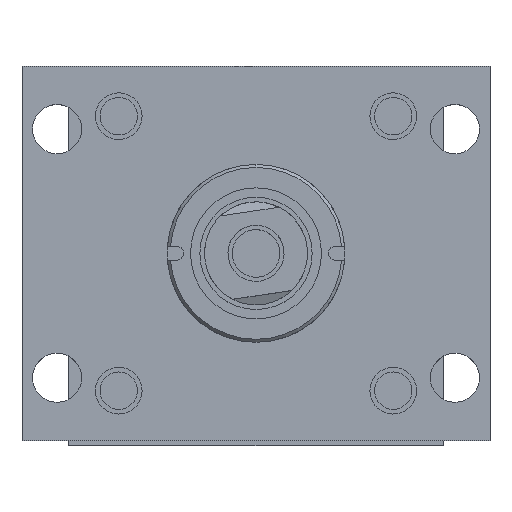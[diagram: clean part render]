
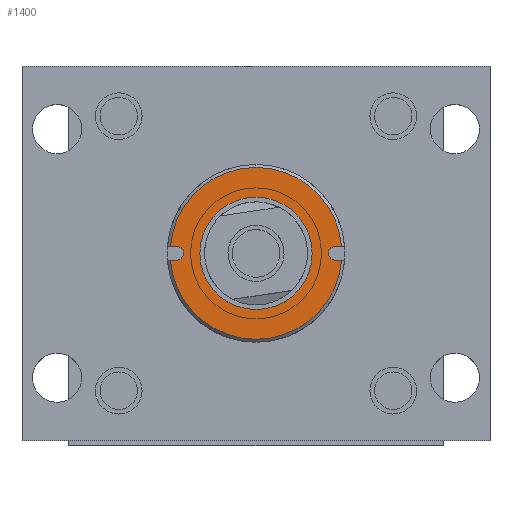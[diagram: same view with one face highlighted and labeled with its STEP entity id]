
A CAD part, top view. The second image highlights one B-rep face of the part: STEP entity #1400.
In plain terms, the highlighted face is planar.
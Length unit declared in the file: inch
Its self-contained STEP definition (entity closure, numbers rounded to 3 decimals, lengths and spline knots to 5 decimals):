
#178 = DIRECTION ( 'NONE',  ( -1., 0., 0. ) ) ;
#213 = DIRECTION ( 'NONE',  ( 0., 1., 0. ) ) ;
#232 = EDGE_CURVE ( 'NONE', #4993, #916, #2379, .T. ) ;
#604 = AXIS2_PLACEMENT_3D ( 'NONE', #2874, #2145, #9331 ) ;
#690 = VECTOR ( 'NONE', #8425, 39.37008 ) ;
#757 = AXIS2_PLACEMENT_3D ( 'NONE', #2566, #6448, #2898 ) ;
#906 = EDGE_CURVE ( 'NONE', #9237, #8317, #1236, .T. ) ;
#908 = CARTESIAN_POINT ( 'NONE',  ( 9.17484, 16.3823, 0.75 ) ) ;
#916 = VERTEX_POINT ( 'NONE', #4221 ) ;
#955 = EDGE_CURVE ( 'NONE', #8378, #4975, #2256, .T. ) ;
#1087 = LINE ( 'NONE', #8103, #5469 ) ;
#1090 = ORIENTED_EDGE ( 'NONE', *, *, #955, .F. ) ;
#1236 = CIRCLE ( 'NONE', #757, 1.1475 ) ;
#1255 = DIRECTION ( 'NONE',  ( -1., 0., 0. ) ) ;
#1400 = ADVANCED_FACE ( 'NONE', ( #3139, #4711 ), #3210, .F. ) ;
#1644 = CARTESIAN_POINT ( 'NONE',  ( 9.17484, 15.3203, 0.094 ) ) ;
#1947 = CARTESIAN_POINT ( 'NONE',  ( 9.17484, 17.4443, 0.094 ) ) ;
#2007 = LINE ( 'NONE', #8087, #7068 ) ;
#2073 = VERTEX_POINT ( 'NONE', #7441 ) ;
#2075 = AXIS2_PLACEMENT_3D ( 'NONE', #2902, #178, #3786 ) ;
#2145 = DIRECTION ( 'NONE',  ( 1., 0., 0. ) ) ;
#2248 = VERTEX_POINT ( 'NONE', #1947 ) ;
#2256 = LINE ( 'NONE', #9285, #690 ) ;
#2303 = DIRECTION ( 'NONE',  ( -1., 0., 0. ) ) ;
#2379 = CIRCLE ( 'NONE', #2075, 0.75 ) ;
#2566 = CARTESIAN_POINT ( 'NONE',  ( 9.17484, 16.3823, 0. ) ) ;
#2574 = ORIENTED_EDGE ( 'NONE', *, *, #3187, .T. ) ;
#2582 = EDGE_CURVE ( 'NONE', #8378, #7210, #2956, .T. ) ;
#2774 = AXIS2_PLACEMENT_3D ( 'NONE', #5353, #4573, #5390 ) ;
#2874 = CARTESIAN_POINT ( 'NONE',  ( 9.17484, 15.3203, 0. ) ) ;
#2898 = DIRECTION ( 'NONE',  ( 0., 0., 1. ) ) ;
#2902 = CARTESIAN_POINT ( 'NONE',  ( 9.17484, 16.3823, 0. ) ) ;
#2956 = CIRCLE ( 'NONE', #6295, 1.1475 ) ;
#3039 = ORIENTED_EDGE ( 'NONE', *, *, #4178, .F. ) ;
#3053 = CIRCLE ( 'NONE', #604, 0.094 ) ;
#3139 = FACE_BOUND ( 'NONE', #7444, .T. ) ;
#3179 = CARTESIAN_POINT ( 'NONE',  ( 9.17484, 17.52594, 0.094 ) ) ;
#3187 = EDGE_CURVE ( 'NONE', #3735, #9237, #5825, .T. ) ;
#3210 = PLANE ( 'NONE',  #2774 ) ;
#3308 = EDGE_CURVE ( 'NONE', #7210, #2248, #8112, .T. ) ;
#3371 = VECTOR ( 'NONE', #5637, 39.37008 ) ;
#3691 = CIRCLE ( 'NONE', #5867, 0.75 ) ;
#3735 = VERTEX_POINT ( 'NONE', #6945 ) ;
#3786 = DIRECTION ( 'NONE',  ( 0., 0., 1. ) ) ;
#3791 = DIRECTION ( 'NONE',  ( 0., 0., 1. ) ) ;
#3794 = ORIENTED_EDGE ( 'NONE', *, *, #906, .T. ) ;
#4178 = EDGE_CURVE ( 'NONE', #916, #4993, #3691, .T. ) ;
#4201 = CARTESIAN_POINT ( 'NONE',  ( 9.17484, 17.5298, 0.094 ) ) ;
#4221 = CARTESIAN_POINT ( 'NONE',  ( 9.17484, 16.3823, -0.75 ) ) ;
#4233 = EDGE_CURVE ( 'NONE', #8317, #7055, #2007, .T. ) ;
#4517 = ORIENTED_EDGE ( 'NONE', *, *, #8216, .T. ) ;
#4573 = DIRECTION ( 'NONE',  ( 1., 0., 0. ) ) ;
#4711 = FACE_OUTER_BOUND ( 'NONE', #9291, .T. ) ;
#4889 = DIRECTION ( 'NONE',  ( 0., 0., 1. ) ) ;
#4900 = CARTESIAN_POINT ( 'NONE',  ( 9.17484, 16.3823, 0. ) ) ;
#4975 = VERTEX_POINT ( 'NONE', #1644 ) ;
#4993 = VERTEX_POINT ( 'NONE', #908 ) ;
#5353 = CARTESIAN_POINT ( 'NONE',  ( 9.17484, 17.5298, 0. ) ) ;
#5390 = DIRECTION ( 'NONE',  ( 0., 0., -1. ) ) ;
#5469 = VECTOR ( 'NONE', #8233, 39.37008 ) ;
#5573 = DIRECTION ( 'NONE',  ( 0., 0., 1. ) ) ;
#5637 = DIRECTION ( 'NONE',  ( 0., -1., 0. ) ) ;
#5655 = EDGE_CURVE ( 'NONE', #3735, #2073, #1087, .T. ) ;
#5825 = CIRCLE ( 'NONE', #8859, 1.1475 ) ;
#5867 = AXIS2_PLACEMENT_3D ( 'NONE', #8158, #2303, #3791 ) ;
#6295 = AXIS2_PLACEMENT_3D ( 'NONE', #4900, #1255, #5573 ) ;
#6379 = ORIENTED_EDGE ( 'NONE', *, *, #5655, .F. ) ;
#6381 = EDGE_CURVE ( 'NONE', #7055, #4975, #3053, .T. ) ;
#6448 = DIRECTION ( 'NONE',  ( -1., 0., 0. ) ) ;
#6493 = CARTESIAN_POINT ( 'NONE',  ( 9.17484, 17.4443, 0. ) ) ;
#6659 = ORIENTED_EDGE ( 'NONE', *, *, #4233, .T. ) ;
#6844 = ORIENTED_EDGE ( 'NONE', *, *, #232, .F. ) ;
#6945 = CARTESIAN_POINT ( 'NONE',  ( 9.17484, 17.52594, -0.094 ) ) ;
#7055 = VERTEX_POINT ( 'NONE', #8039 ) ;
#7068 = VECTOR ( 'NONE', #213, 39.37008 ) ;
#7210 = VERTEX_POINT ( 'NONE', #3179 ) ;
#7435 = CARTESIAN_POINT ( 'NONE',  ( 9.17484, 15.23865, 0.094 ) ) ;
#7441 = CARTESIAN_POINT ( 'NONE',  ( 9.17484, 17.4443, -0.094 ) ) ;
#7444 = EDGE_LOOP ( 'NONE', ( #6844, #3039 ) ) ;
#7647 = CIRCLE ( 'NONE', #8718, 0.094 ) ;
#7714 = CARTESIAN_POINT ( 'NONE',  ( 9.17484, 16.3823, -1.1475 ) ) ;
#8020 = CARTESIAN_POINT ( 'NONE',  ( 9.17484, 15.23865, -0.094 ) ) ;
#8031 = ORIENTED_EDGE ( 'NONE', *, *, #6381, .T. ) ;
#8039 = CARTESIAN_POINT ( 'NONE',  ( 9.17484, 15.3203, -0.094 ) ) ;
#8047 = DIRECTION ( 'NONE',  ( 0., 0., -1. ) ) ;
#8087 = CARTESIAN_POINT ( 'NONE',  ( 9.17484, 17.5298, -0.094 ) ) ;
#8103 = CARTESIAN_POINT ( 'NONE',  ( 9.17484, 17.5298, -0.094 ) ) ;
#8112 = LINE ( 'NONE', #4201, #3371 ) ;
#8158 = CARTESIAN_POINT ( 'NONE',  ( 9.17484, 16.3823, 0. ) ) ;
#8216 = EDGE_CURVE ( 'NONE', #2248, #2073, #7647, .T. ) ;
#8233 = DIRECTION ( 'NONE',  ( 0., -1., 0. ) ) ;
#8317 = VERTEX_POINT ( 'NONE', #8020 ) ;
#8378 = VERTEX_POINT ( 'NONE', #7435 ) ;
#8425 = DIRECTION ( 'NONE',  ( 0., 1., 0. ) ) ;
#8517 = ORIENTED_EDGE ( 'NONE', *, *, #2582, .T. ) ;
#8662 = DIRECTION ( 'NONE',  ( 1., 0., 0. ) ) ;
#8718 = AXIS2_PLACEMENT_3D ( 'NONE', #6493, #8662, #8047 ) ;
#8859 = AXIS2_PLACEMENT_3D ( 'NONE', #9258, #9222, #4889 ) ;
#9060 = ORIENTED_EDGE ( 'NONE', *, *, #3308, .T. ) ;
#9222 = DIRECTION ( 'NONE',  ( -1., 0., 0. ) ) ;
#9237 = VERTEX_POINT ( 'NONE', #7714 ) ;
#9258 = CARTESIAN_POINT ( 'NONE',  ( 9.17484, 16.3823, 0. ) ) ;
#9285 = CARTESIAN_POINT ( 'NONE',  ( 9.17484, 17.5298, 0.094 ) ) ;
#9291 = EDGE_LOOP ( 'NONE', ( #2574, #3794, #6659, #8031, #1090, #8517, #9060, #4517, #6379 ) ) ;
#9331 = DIRECTION ( 'NONE',  ( 0., 0., -1. ) ) ;
